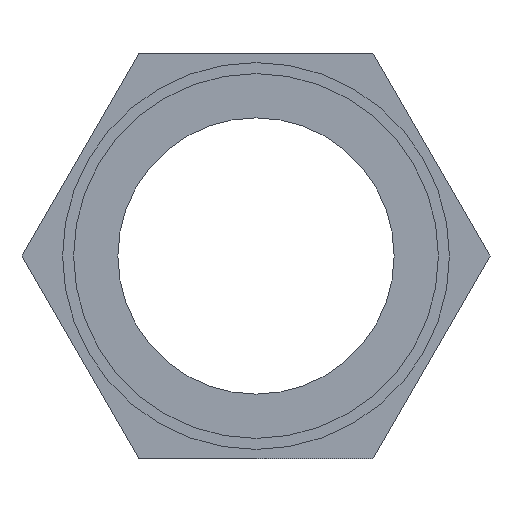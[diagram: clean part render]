
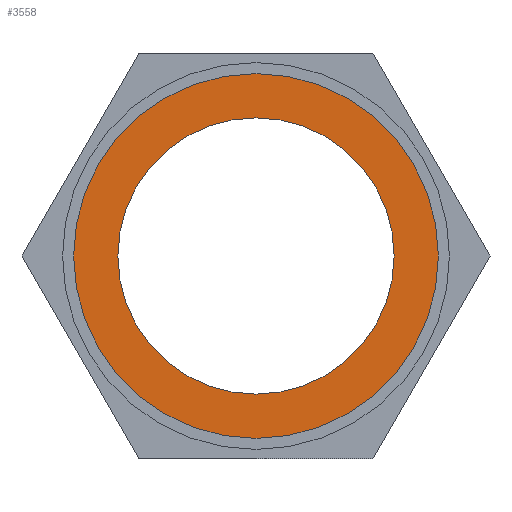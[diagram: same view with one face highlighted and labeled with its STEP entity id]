
A CAD part, left-side view. The second image highlights one B-rep face of the part: STEP entity #3558.
In plain terms, the highlighted planar face has unit normal (-1, 0, 0).
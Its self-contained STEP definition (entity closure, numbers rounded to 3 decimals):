
#81 = EDGE_CURVE ( 'NONE', #4855, #5037, #545, .T. ) ;
#218 = EDGE_LOOP ( 'NONE', ( #743, #4070 ) ) ;
#261 = CARTESIAN_POINT ( 'NONE',  ( 0., 0., -9.9 ) ) ;
#262 = CARTESIAN_POINT ( 'NONE',  ( 0., 0., 9.9 ) ) ;
#444 = FACE_OUTER_BOUND ( 'NONE', #218, .T. ) ;
#461 = AXIS2_PLACEMENT_3D ( 'NONE', #1660, #4084, #1612 ) ;
#545 = CIRCLE ( 'NONE', #2606, 7.5 ) ;
#547 = CARTESIAN_POINT ( 'NONE',  ( 0., 0., 0. ) ) ;
#664 = DIRECTION ( 'NONE',  ( 1., 0., 0. ) ) ;
#743 = ORIENTED_EDGE ( 'NONE', *, *, #1308, .T. ) ;
#902 = FACE_BOUND ( 'NONE', #2321, .T. ) ;
#1067 = CIRCLE ( 'NONE', #461, 9.9 ) ;
#1308 = EDGE_CURVE ( 'NONE', #5261, #2532, #1815, .T. ) ;
#1335 = DIRECTION ( 'NONE',  ( 0., 0., -1. ) ) ;
#1337 = CARTESIAN_POINT ( 'NONE',  ( 0., 0., 7.5 ) ) ;
#1462 = ORIENTED_EDGE ( 'NONE', *, *, #3824, .T. ) ;
#1486 = CIRCLE ( 'NONE', #1824, 7.5 ) ;
#1612 = DIRECTION ( 'NONE',  ( 0., 0., 1. ) ) ;
#1660 = CARTESIAN_POINT ( 'NONE',  ( 0., 0., 0. ) ) ;
#1815 = CIRCLE ( 'NONE', #2337, 9.9 ) ;
#1824 = AXIS2_PLACEMENT_3D ( 'NONE', #3519, #664, #2298 ) ;
#1856 = DIRECTION ( 'NONE',  ( 0., 0., -1. ) ) ;
#2085 = DIRECTION ( 'NONE',  ( 1., 0., 0. ) ) ;
#2157 = DIRECTION ( 'NONE',  ( 0., 0., 1. ) ) ;
#2298 = DIRECTION ( 'NONE',  ( 0., 0., -1. ) ) ;
#2321 = EDGE_LOOP ( 'NONE', ( #3539, #1462 ) ) ;
#2337 = AXIS2_PLACEMENT_3D ( 'NONE', #2507, #3818, #2157 ) ;
#2507 = CARTESIAN_POINT ( 'NONE',  ( 0., 0., 0. ) ) ;
#2532 = VERTEX_POINT ( 'NONE', #261 ) ;
#2606 = AXIS2_PLACEMENT_3D ( 'NONE', #547, #2642, #1856 ) ;
#2642 = DIRECTION ( 'NONE',  ( 1., 0., 0. ) ) ;
#2671 = CARTESIAN_POINT ( 'NONE',  ( 0., 0., -7.5 ) ) ;
#2924 = PLANE ( 'NONE',  #4353 ) ;
#3519 = CARTESIAN_POINT ( 'NONE',  ( 0., 0., 0. ) ) ;
#3539 = ORIENTED_EDGE ( 'NONE', *, *, #81, .T. ) ;
#3558 = ADVANCED_FACE ( 'NONE', ( #902, #444 ), #2924, .F. ) ;
#3818 = DIRECTION ( 'NONE',  ( -1., 0., 0. ) ) ;
#3824 = EDGE_CURVE ( 'NONE', #5037, #4855, #1486, .T. ) ;
#4070 = ORIENTED_EDGE ( 'NONE', *, *, #4502, .T. ) ;
#4084 = DIRECTION ( 'NONE',  ( -1., 0., 0. ) ) ;
#4353 = AXIS2_PLACEMENT_3D ( 'NONE', #4618, #2085, #1335 ) ;
#4502 = EDGE_CURVE ( 'NONE', #2532, #5261, #1067, .T. ) ;
#4618 = CARTESIAN_POINT ( 'NONE',  ( 0., 0., 0. ) ) ;
#4855 = VERTEX_POINT ( 'NONE', #1337 ) ;
#5037 = VERTEX_POINT ( 'NONE', #2671 ) ;
#5261 = VERTEX_POINT ( 'NONE', #262 ) ;
